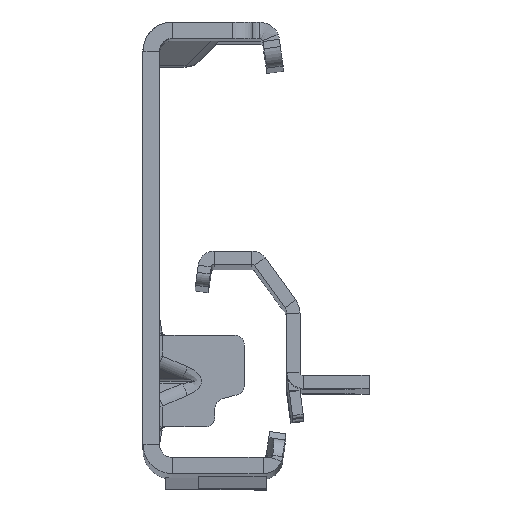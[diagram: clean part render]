
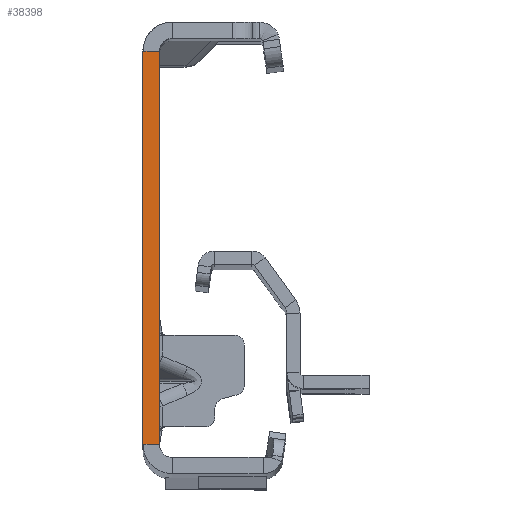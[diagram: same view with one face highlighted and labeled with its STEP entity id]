
A CAD part, top view. The second image highlights one B-rep face of the part: STEP entity #38398.
In plain terms, the highlighted planar face has unit normal (0, 0, 1).
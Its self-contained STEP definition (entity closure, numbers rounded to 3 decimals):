
#1238 = AXIS2_PLACEMENT_3D ( 'NONE', #27811, #39473, #4867 ) ;
#2101 = VERTEX_POINT ( 'NONE', #36583 ) ;
#2304 = EDGE_CURVE ( 'NONE', #2101, #38026, #42905, .T. ) ;
#2462 = DIRECTION ( 'NONE',  ( -1., 0., 0. ) ) ;
#3205 = LINE ( 'NONE', #6509, #36364 ) ;
#4867 = DIRECTION ( 'NONE',  ( 1., 0., 0. ) ) ;
#4998 = CARTESIAN_POINT ( 'NONE',  ( -2.5, -32., 0. ) ) ;
#6509 = CARTESIAN_POINT ( 'NONE',  ( 0., 30., 0. ) ) ;
#9373 = EDGE_CURVE ( 'NONE', #47979, #13503, #31949, .T. ) ;
#11152 = ORIENTED_EDGE ( 'NONE', *, *, #18382, .F. ) ;
#12148 = ORIENTED_EDGE ( 'NONE', *, *, #2304, .T. ) ;
#12317 = VECTOR ( 'NONE', #20360, 1000. ) ;
#13503 = VERTEX_POINT ( 'NONE', #32383 ) ;
#18382 = EDGE_CURVE ( 'NONE', #13503, #38026, #47408, .T. ) ;
#19067 = ORIENTED_EDGE ( 'NONE', *, *, #36901, .T. ) ;
#19579 = DIRECTION ( 'NONE',  ( 0., -1., 0. ) ) ;
#20000 = FACE_OUTER_BOUND ( 'NONE', #32563, .T. ) ;
#20360 = DIRECTION ( 'NONE',  ( 0., -1., 0. ) ) ;
#24360 = CARTESIAN_POINT ( 'NONE',  ( 0., -30., 0. ) ) ;
#24671 = VECTOR ( 'NONE', #39810, 1000. ) ;
#27811 = CARTESIAN_POINT ( 'NONE',  ( -2.5, -32., 0. ) ) ;
#31616 = PLANE ( 'NONE',  #1238 ) ;
#31949 = LINE ( 'NONE', #47412, #41850 ) ;
#32383 = CARTESIAN_POINT ( 'NONE',  ( 0., -30., 0. ) ) ;
#32563 = EDGE_LOOP ( 'NONE', ( #33376, #19067, #12148, #11152 ) ) ;
#33376 = ORIENTED_EDGE ( 'NONE', *, *, #9373, .F. ) ;
#36364 = VECTOR ( 'NONE', #2462, 1000. ) ;
#36583 = CARTESIAN_POINT ( 'NONE',  ( -2.5, 30., 0. ) ) ;
#36901 = EDGE_CURVE ( 'NONE', #47979, #2101, #3205, .T. ) ;
#38026 = VERTEX_POINT ( 'NONE', #41109 ) ;
#38398 = ADVANCED_FACE ( 'NONE', ( #20000 ), #31616, .T. ) ;
#39403 = CARTESIAN_POINT ( 'NONE',  ( 0., 30., 0. ) ) ;
#39473 = DIRECTION ( 'NONE',  ( 0., 0., 1. ) ) ;
#39810 = DIRECTION ( 'NONE',  ( -1., 0., 0. ) ) ;
#41109 = CARTESIAN_POINT ( 'NONE',  ( -2.5, -30., 0. ) ) ;
#41850 = VECTOR ( 'NONE', #19579, 1000. ) ;
#42905 = LINE ( 'NONE', #4998, #12317 ) ;
#47408 = LINE ( 'NONE', #24360, #24671 ) ;
#47412 = CARTESIAN_POINT ( 'NONE',  ( 0., -32., 0. ) ) ;
#47979 = VERTEX_POINT ( 'NONE', #39403 ) ;
